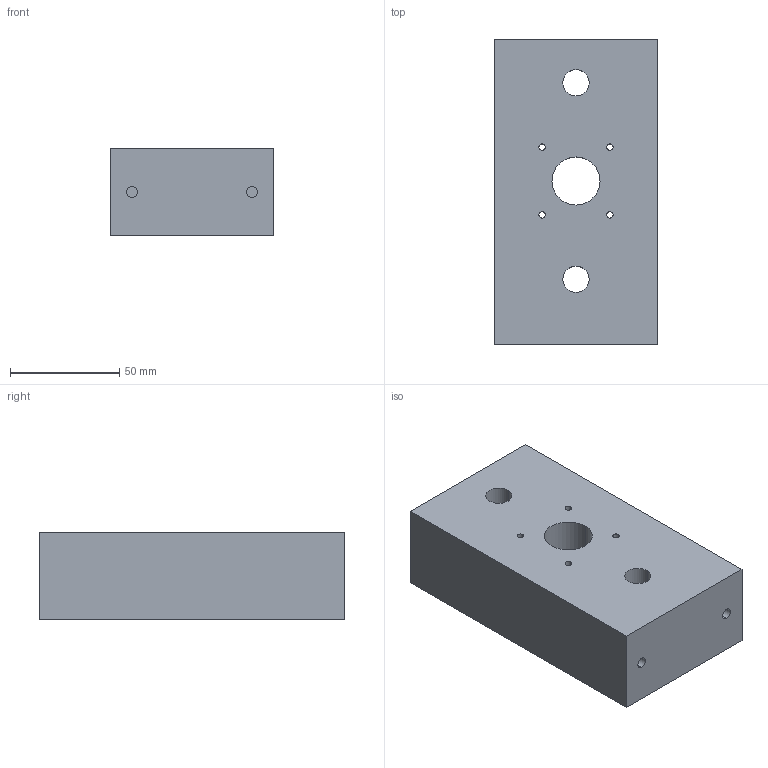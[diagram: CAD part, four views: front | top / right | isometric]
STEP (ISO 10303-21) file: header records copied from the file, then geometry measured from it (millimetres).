
FILE_DESCRIPTION (( 'STEP AP203' ), '1' );
FILE_NAME ('XMajorBlock.STEP', '2012-05-18T01:12:41', ( '' ), ( '' ), 'SwSTEP 2.0', 'SolidWorks 2010', '' );
FILE_SCHEMA (( 'CONFIG_CONTROL_DESIGN' ));
Length unit declared in the file: millimetre
Products named in the file (1): XMajorBlock
Bounding box: 75 x 140 x 40 mm (x, y, z)
Volume: 393437.8 mm3; surface area: 45161.8 mm2
Topology: 1 solids, 1 shells, 26 faces, 66 edges, 44 vertices
Faces by surface type: cylinder 18, plane 8
Entity records: 911 total; most frequent: DIRECTION 156, CARTESIAN_POINT 137, ORIENTED_EDGE 132, EDGE_CURVE 66, AXIS2_PLACEMENT_3D 63, VERTEX_POINT 44, EDGE_LOOP 42, CIRCLE 36
